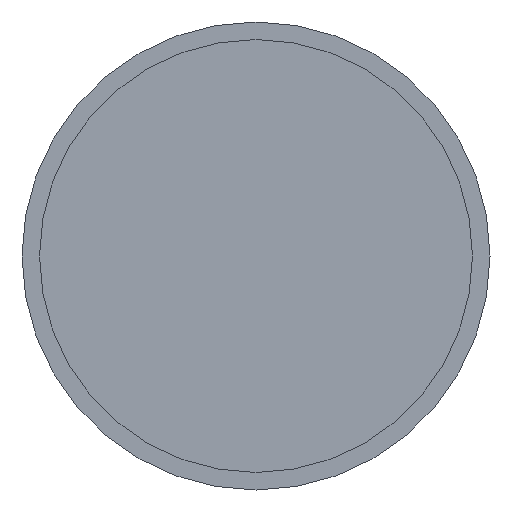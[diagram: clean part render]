
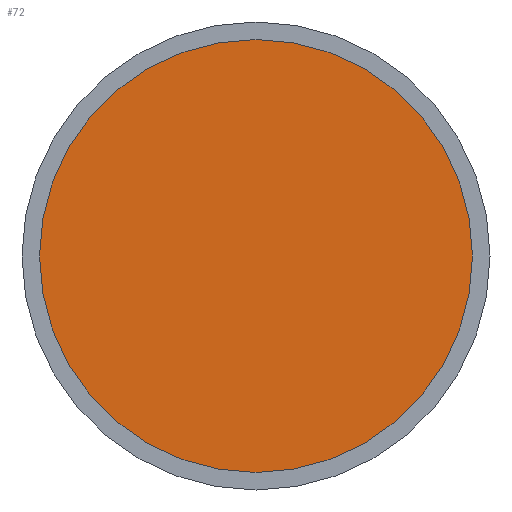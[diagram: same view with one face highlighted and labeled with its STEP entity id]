
A CAD part, front view. The second image highlights one B-rep face of the part: STEP entity #72.
In plain terms, the highlighted planar face has unit normal (0, -1, 0).
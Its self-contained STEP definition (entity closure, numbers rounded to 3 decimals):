
#72 = ADVANCED_FACE( '', ( #155 ), #156, .F. );
#155 = FACE_OUTER_BOUND( '', #242, .T. );
#156 = PLANE( '', #243 );
#242 = EDGE_LOOP( '', ( #397 ) );
#243 = AXIS2_PLACEMENT_3D( '', #398, #399, #400 );
#397 = ORIENTED_EDGE( '', *, *, #496, .T. );
#398 = CARTESIAN_POINT( '', ( 46.25, -3., 0. ) );
#399 = DIRECTION( '', ( 0., 1., 0. ) );
#400 = DIRECTION( '', ( 0., 0., 1. ) );
#496 = EDGE_CURVE( '', #572, #572, #573, .T. );
#572 = VERTEX_POINT( '', #665 );
#573 = CIRCLE( '', #666, 46.25 );
#665 = CARTESIAN_POINT( '', ( 0., -3., -46.25 ) );
#666 = AXIS2_PLACEMENT_3D( '', #738, #739, #740 );
#738 = CARTESIAN_POINT( '', ( 0., -3., 0. ) );
#739 = DIRECTION( '', ( 0., -1., 0. ) );
#740 = DIRECTION( '', ( 0., 0., -1. ) );
